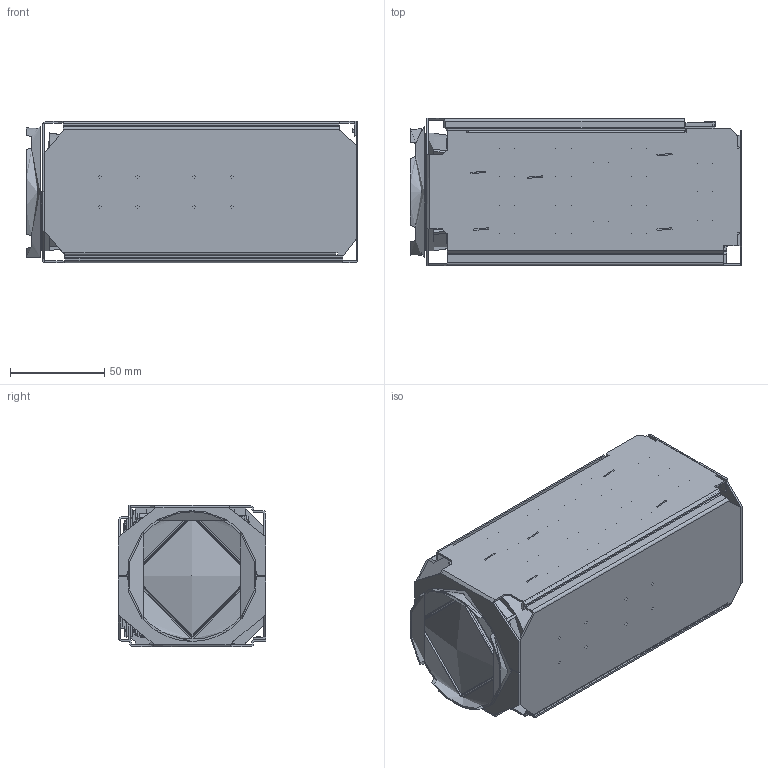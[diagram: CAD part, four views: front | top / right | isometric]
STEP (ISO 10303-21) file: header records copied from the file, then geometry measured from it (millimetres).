
FILE_DESCRIPTION (( 'STEP AP203' ), '1' );
FILE_NAME ('680127.STEP', '2024-06-11T01:49:00', ( 'Windows User' ), ( 'P R C' ), 'SwSTEP 2.0', 'SolidWorks 2020', '' );
FILE_SCHEMA (( 'CONFIG_CONTROL_DESIGN' ));
Products named in the file (1): 680127
Bounding box: 175.75 x 78 x 75 mm (x, y, z)
Topology: 0 solids, 855 shells, 6231 faces, 15848 edges, 11150 vertices
Faces by surface type: plane 5425, cylinder 692, cone 61, bspline 48, torus 5
Full cylindrical faces by diameter (mm): 0.05 x4, 0.2 x1, 0.45 x4, 0.46 x4, 0.75 x4, 0.8 x5, 0.95 x2, 1 x1, 1.2 x3, 1.35 x3, 1.45 x3, 1.5 x1, 1.66 x1, 1.7 x42, 1.8 x4, 1.9 x3, 2 x40, 2.1 x3, 2.2 x11, 2.5 x11, 3 x1, 3.1 x1, 3.6 x1, 4 x6, 4.38 x1, 4.5 x6, 4.6 x3, 6 x1, 6.4 x2, 7 x5
Entity records: 209740 total; most frequent: CARTESIAN_POINT 65520, ORIENTED_EDGE 28944, DIRECTION 26438, EDGE_CURVE 15498, LINE 12346, VECTOR 12346, VERTEX_POINT 11109, AXIS2_PLACEMENT_3D 7046
